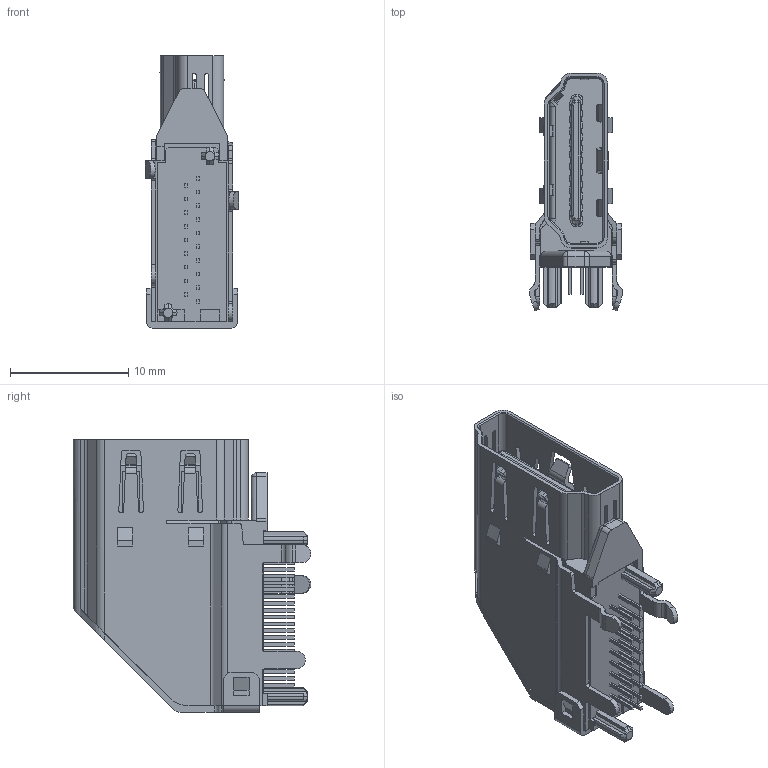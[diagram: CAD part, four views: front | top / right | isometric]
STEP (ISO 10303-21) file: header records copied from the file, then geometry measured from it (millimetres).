
FILE_DESCRIPTION(('STEP AP242'),'1');
FILE_NAME('2007435-1.stp','2022-08-07T14:06:47',('TraceParts'),('TraceParts S.A.'),'Spatial InterOp 3D',' ',' ');
FILE_SCHEMA(('AP242_MANAGED_MODEL_BASED_3D_ENGINEERING_MIM_LF {1 0 10303 442 1 1 4}'));
Length unit declared in the file: millimetre
Products named in the file (1): 2007435-1_1
Bounding box: 7.88 x 20.11 x 23.08 mm (x, y, z)
Volume: 1438.5 mm3; surface area: 1770.8 mm2
Topology: 2 solids, 2 shells, 731 faces, 1979 edges, 1275 vertices
Faces by surface type: plane 468, cylinder 227, cone 16, sphere 13, torus 7
Entity records: 34438 total; most frequent: CARTESIAN_POINT 6147, ORIENTED_EDGE 3958, DIRECTION 3703, EDGE_CURVE 1979, STYLED_ITEM 1959, PRESENTATION_STYLE_ASSIGNMENT 1959, COLOUR_RGB 1959, CURVE_STYLE 1957
